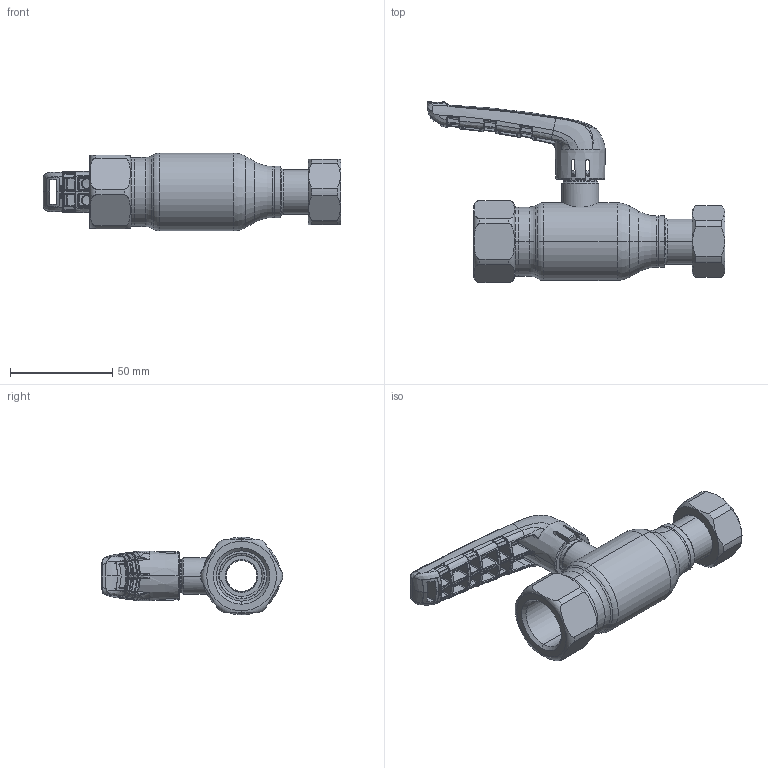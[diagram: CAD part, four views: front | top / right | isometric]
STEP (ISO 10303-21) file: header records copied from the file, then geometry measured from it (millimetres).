
FILE_DESCRIPTION (( 'STEP AP214' ), '1' );
FILE_NAME ('2020002210-xxxx.step', '2019-05-10T06:57:15', ( '' ), ( '' ), 'SwSTEP 2.0', 'SolidWorks 2017', '' );
FILE_SCHEMA (( 'AUTOMOTIVE_DESIGN' ));
Length unit declared in the file: millimetre
Products named in the file (1): 2020002210-xxxx
Bounding box: 145.38 x 88.38 x 38 mm (x, y, z)
Surface area: 30230.2 mm2 (no closed solid volume)
Topology: 0 solids, 11 shells, 813 faces, 2421 edges, 1504 vertices
Faces by surface type: bspline 624, plane 69, cylinder 56, cone 31, torus 31, sphere 2
Entity records: 67681 total; most frequent: CARTESIAN_POINT 42786, ORIENTED_EDGE 4109, EDGE_CURVE 2391, DIRECTION 1725, B_SPLINE_CURVE_WITH_KNOTS 1613, VERTEX_POINT 1500, EDGE_LOOP 839, UNCERTAINTY_MEASURE_WITH_UNIT 815
